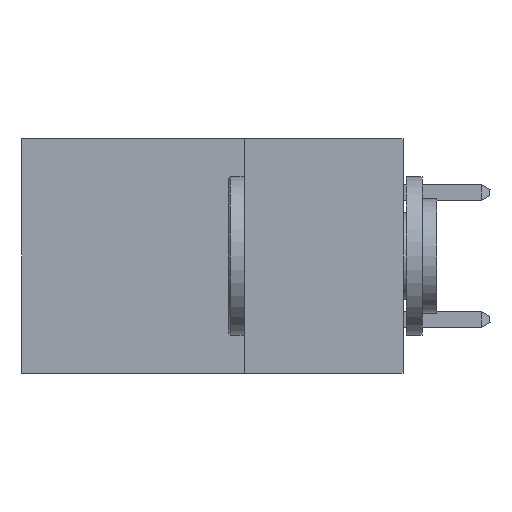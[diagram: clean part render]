
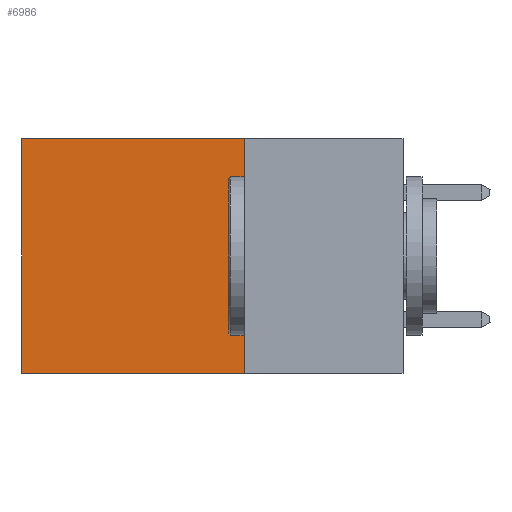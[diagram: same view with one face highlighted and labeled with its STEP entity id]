
A CAD part, left-side view. The second image highlights one B-rep face of the part: STEP entity #6986.
In plain terms, the highlighted planar face has unit normal (-1, 0, 0).
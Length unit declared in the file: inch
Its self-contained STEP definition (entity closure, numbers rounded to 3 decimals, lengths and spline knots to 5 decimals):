
#104 = LINE ( 'NONE', #26559, #3862 ) ;
#919 = ORIENTED_EDGE ( 'NONE', *, *, #45790, .F. ) ;
#3824 = DIRECTION ( 'NONE',  ( 0., 0., -1. ) ) ;
#3856 = VECTOR ( 'NONE', #48249, 39.37008 ) ;
#3862 = VECTOR ( 'NONE', #22707, 39.37008 ) ;
#3895 = ORIENTED_EDGE ( 'NONE', *, *, #49170, .T. ) ;
#5456 = CARTESIAN_POINT ( 'NONE',  ( 0.2875, 0.6, -0.37 ) ) ;
#6986 = ADVANCED_FACE ( 'NONE', ( #25283 ), #43871, .F. ) ;
#7583 = VERTEX_POINT ( 'NONE', #47846 ) ;
#10518 = VERTEX_POINT ( 'NONE', #38100 ) ;
#12675 = EDGE_CURVE ( 'NONE', #34082, #26475, #34491, .T. ) ;
#15756 = CARTESIAN_POINT ( 'NONE',  ( 0.2875, 0.25, 0. ) ) ;
#16556 = DIRECTION ( 'NONE',  ( 0., 0., -1. ) ) ;
#20147 = LINE ( 'NONE', #32740, #3856 ) ;
#22707 = DIRECTION ( 'NONE',  ( 0., 1., 0. ) ) ;
#25283 = FACE_OUTER_BOUND ( 'NONE', #38216, .T. ) ;
#26202 = DIRECTION ( 'NONE',  ( 0., 0., -1. ) ) ;
#26475 = VERTEX_POINT ( 'NONE', #5456 ) ;
#26559 = CARTESIAN_POINT ( 'NONE',  ( 0.2875, 0.25, -0.37 ) ) ;
#27922 = CARTESIAN_POINT ( 'NONE',  ( 0.2875, 0.6, 0. ) ) ;
#27988 = DIRECTION ( 'NONE',  ( 1., 0., 0. ) ) ;
#28180 = LINE ( 'NONE', #42569, #30640 ) ;
#30640 = VECTOR ( 'NONE', #26202, 39.37008 ) ;
#30837 = CARTESIAN_POINT ( 'NONE',  ( 0.2875, 0.6, 0. ) ) ;
#31265 = ORIENTED_EDGE ( 'NONE', *, *, #12675, .T. ) ;
#32740 = CARTESIAN_POINT ( 'NONE',  ( 0.2875, 0.25, 0. ) ) ;
#33374 = EDGE_CURVE ( 'NONE', #10518, #7583, #28180, .T. ) ;
#34082 = VERTEX_POINT ( 'NONE', #30837 ) ;
#34491 = LINE ( 'NONE', #27922, #49453 ) ;
#38100 = CARTESIAN_POINT ( 'NONE',  ( 0.2875, 0.25, 0. ) ) ;
#38216 = EDGE_LOOP ( 'NONE', ( #31265, #919, #42860, #3895 ) ) ;
#42569 = CARTESIAN_POINT ( 'NONE',  ( 0.2875, 0.25, 0. ) ) ;
#42860 = ORIENTED_EDGE ( 'NONE', *, *, #33374, .F. ) ;
#43871 = PLANE ( 'NONE',  #47703 ) ;
#45790 = EDGE_CURVE ( 'NONE', #7583, #26475, #104, .T. ) ;
#47703 = AXIS2_PLACEMENT_3D ( 'NONE', #15756, #27988, #3824 ) ;
#47846 = CARTESIAN_POINT ( 'NONE',  ( 0.2875, 0.25, -0.37 ) ) ;
#48249 = DIRECTION ( 'NONE',  ( 0., 1., 0. ) ) ;
#49170 = EDGE_CURVE ( 'NONE', #10518, #34082, #20147, .T. ) ;
#49453 = VECTOR ( 'NONE', #16556, 39.37008 ) ;
